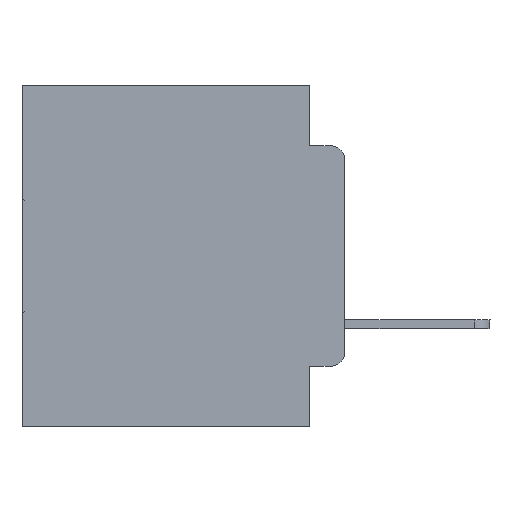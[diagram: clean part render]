
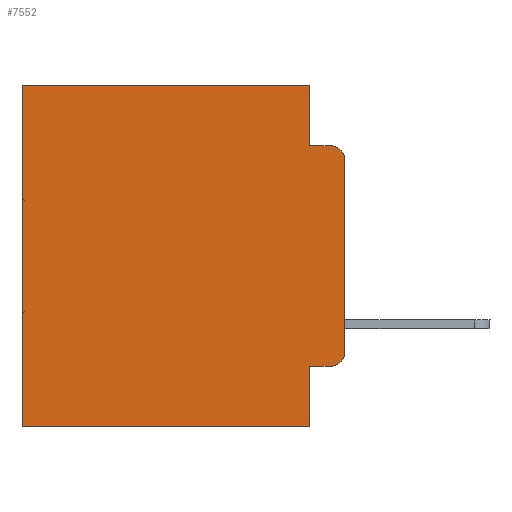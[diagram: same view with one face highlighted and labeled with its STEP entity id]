
A CAD part, left-side view. The second image highlights one B-rep face of the part: STEP entity #7552.
In plain terms, the highlighted planar face has unit normal (-1, 0, 0).
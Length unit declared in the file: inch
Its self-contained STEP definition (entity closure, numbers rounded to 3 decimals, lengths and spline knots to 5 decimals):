
#420 = ORIENTED_EDGE ( 'NONE', *, *, #8850, .T. ) ;
#1002 = PLANE ( 'NONE',  #17188 ) ;
#1137 = CARTESIAN_POINT ( 'NONE',  ( 0.298, 0.02, -0.1085 ) ) ;
#1249 = ORIENTED_EDGE ( 'NONE', *, *, #12439, .F. ) ;
#1599 = LINE ( 'NONE', #25191, #10725 ) ;
#1654 = CARTESIAN_POINT ( 'NONE',  ( 0.298, 0.051, -0.4115 ) ) ;
#2510 = VERTEX_POINT ( 'NONE', #9524 ) ;
#2578 = DIRECTION ( 'NONE',  ( 0., 0., -1. ) ) ;
#3320 = CARTESIAN_POINT ( 'NONE',  ( 0.298, 0.02, -0.4115 ) ) ;
#3537 = DIRECTION ( 'NONE',  ( -1., 0., 0. ) ) ;
#3697 = LINE ( 'NONE', #8147, #19668 ) ;
#3955 = VERTEX_POINT ( 'NONE', #3320 ) ;
#4490 = CARTESIAN_POINT ( 'NONE',  ( 0.298, 0.473, 0. ) ) ;
#4606 = DIRECTION ( 'NONE',  ( 1., 0., 0. ) ) ;
#4931 = VERTEX_POINT ( 'NONE', #28691 ) ;
#5988 = CARTESIAN_POINT ( 'NONE',  ( 0.298, 0.051, -0.4115 ) ) ;
#6519 = DIRECTION ( 'NONE',  ( 0., 0., -1. ) ) ;
#7552 = ADVANCED_FACE ( 'NONE', ( #28636 ), #1002, .F. ) ;
#7589 = LINE ( 'NONE', #12328, #14439 ) ;
#8093 = VECTOR ( 'NONE', #15752, 39.37008 ) ;
#8147 = CARTESIAN_POINT ( 'NONE',  ( 0.298, 0.051, 0. ) ) ;
#8850 = EDGE_CURVE ( 'NONE', #29867, #20189, #14622, .T. ) ;
#9159 = ORIENTED_EDGE ( 'NONE', *, *, #22218, .F. ) ;
#9524 = CARTESIAN_POINT ( 'NONE',  ( 0.298, 0.051, 0. ) ) ;
#10436 = CARTESIAN_POINT ( 'NONE',  ( 0.298, 0.473, -0.5 ) ) ;
#10652 = AXIS2_PLACEMENT_3D ( 'NONE', #20824, #11024, #20666 ) ;
#10725 = VECTOR ( 'NONE', #30246, 39.37008 ) ;
#10900 = ORIENTED_EDGE ( 'NONE', *, *, #28562, .T. ) ;
#10989 = EDGE_CURVE ( 'NONE', #2510, #29867, #26973, .T. ) ;
#11024 = DIRECTION ( 'NONE',  ( -1., 0., 0. ) ) ;
#11113 = VERTEX_POINT ( 'NONE', #19613 ) ;
#11275 = CARTESIAN_POINT ( 'NONE',  ( 0.298, 0., 0. ) ) ;
#11641 = VERTEX_POINT ( 'NONE', #29063 ) ;
#12086 = LINE ( 'NONE', #24083, #21792 ) ;
#12328 = CARTESIAN_POINT ( 'NONE',  ( 0.298, 0., 0. ) ) ;
#12439 = EDGE_CURVE ( 'NONE', #11113, #20189, #12086, .T. ) ;
#13489 = CARTESIAN_POINT ( 'NONE',  ( 0.298, 0.473, 0. ) ) ;
#13598 = LINE ( 'NONE', #5988, #17143 ) ;
#14439 = VECTOR ( 'NONE', #21959, 39.37008 ) ;
#14622 = LINE ( 'NONE', #4490, #24709 ) ;
#14844 = ORIENTED_EDGE ( 'NONE', *, *, #28059, .T. ) ;
#14961 = CARTESIAN_POINT ( 'NONE',  ( 0.298, 0., 0. ) ) ;
#14993 = CARTESIAN_POINT ( 'NONE',  ( 0.298, 0.051, -0.0885 ) ) ;
#15752 = DIRECTION ( 'NONE',  ( 0., 1., 0. ) ) ;
#16036 = DIRECTION ( 'NONE',  ( 0., 0., -1. ) ) ;
#16994 = ORIENTED_EDGE ( 'NONE', *, *, #29920, .F. ) ;
#17143 = VECTOR ( 'NONE', #27823, 39.37008 ) ;
#17188 = AXIS2_PLACEMENT_3D ( 'NONE', #11275, #4606, #6519 ) ;
#18011 = CARTESIAN_POINT ( 'NONE',  ( 0.298, 0., -0.1085 ) ) ;
#19613 = CARTESIAN_POINT ( 'NONE',  ( 0.298, 0.051, -0.5 ) ) ;
#19668 = VECTOR ( 'NONE', #23145, 39.37008 ) ;
#19733 = DIRECTION ( 'NONE',  ( 0., -1., 0. ) ) ;
#20189 = VERTEX_POINT ( 'NONE', #10436 ) ;
#20666 = DIRECTION ( 'NONE',  ( 0., 0., -1. ) ) ;
#20680 = EDGE_CURVE ( 'NONE', #20754, #11641, #27002, .T. ) ;
#20754 = VERTEX_POINT ( 'NONE', #30306 ) ;
#20824 = CARTESIAN_POINT ( 'NONE',  ( 0.298, 0.02, -0.3915 ) ) ;
#21179 = AXIS2_PLACEMENT_3D ( 'NONE', #1137, #3537, #16036 ) ;
#21792 = VECTOR ( 'NONE', #23930, 39.37008 ) ;
#21924 = VECTOR ( 'NONE', #19733, 39.37008 ) ;
#21959 = DIRECTION ( 'NONE',  ( 0., 0., -1. ) ) ;
#22218 = EDGE_CURVE ( 'NONE', #23675, #4931, #7589, .T. ) ;
#22477 = ORIENTED_EDGE ( 'NONE', *, *, #10989, .T. ) ;
#23145 = DIRECTION ( 'NONE',  ( 0., 0., -1. ) ) ;
#23210 = CIRCLE ( 'NONE', #21179, 0.02 ) ;
#23401 = ORIENTED_EDGE ( 'NONE', *, *, #20680, .F. ) ;
#23675 = VERTEX_POINT ( 'NONE', #18011 ) ;
#23930 = DIRECTION ( 'NONE',  ( 0., 1., 0. ) ) ;
#24083 = CARTESIAN_POINT ( 'NONE',  ( 0.298, 0., -0.5 ) ) ;
#24709 = VECTOR ( 'NONE', #2578, 39.37008 ) ;
#25136 = ORIENTED_EDGE ( 'NONE', *, *, #25841, .F. ) ;
#25191 = CARTESIAN_POINT ( 'NONE',  ( 0.298, 0.051, 0. ) ) ;
#25789 = CIRCLE ( 'NONE', #10652, 0.02 ) ;
#25841 = EDGE_CURVE ( 'NONE', #28649, #11113, #3697, .T. ) ;
#25962 = EDGE_CURVE ( 'NONE', #23675, #11641, #23210, .T. ) ;
#26595 = EDGE_LOOP ( 'NONE', ( #9159, #29287, #23401, #16994, #22477, #420, #1249, #25136, #14844, #10900 ) ) ;
#26973 = LINE ( 'NONE', #14961, #8093 ) ;
#27002 = LINE ( 'NONE', #14993, #21924 ) ;
#27823 = DIRECTION ( 'NONE',  ( 0., -1., 0. ) ) ;
#28059 = EDGE_CURVE ( 'NONE', #28649, #3955, #13598, .T. ) ;
#28562 = EDGE_CURVE ( 'NONE', #3955, #4931, #25789, .T. ) ;
#28636 = FACE_OUTER_BOUND ( 'NONE', #26595, .T. ) ;
#28649 = VERTEX_POINT ( 'NONE', #1654 ) ;
#28691 = CARTESIAN_POINT ( 'NONE',  ( 0.298, 0., -0.3915 ) ) ;
#29063 = CARTESIAN_POINT ( 'NONE',  ( 0.298, 0.02, -0.0885 ) ) ;
#29287 = ORIENTED_EDGE ( 'NONE', *, *, #25962, .T. ) ;
#29867 = VERTEX_POINT ( 'NONE', #13489 ) ;
#29920 = EDGE_CURVE ( 'NONE', #2510, #20754, #1599, .T. ) ;
#30246 = DIRECTION ( 'NONE',  ( 0., 0., -1. ) ) ;
#30306 = CARTESIAN_POINT ( 'NONE',  ( 0.298, 0.051, -0.0885 ) ) ;
